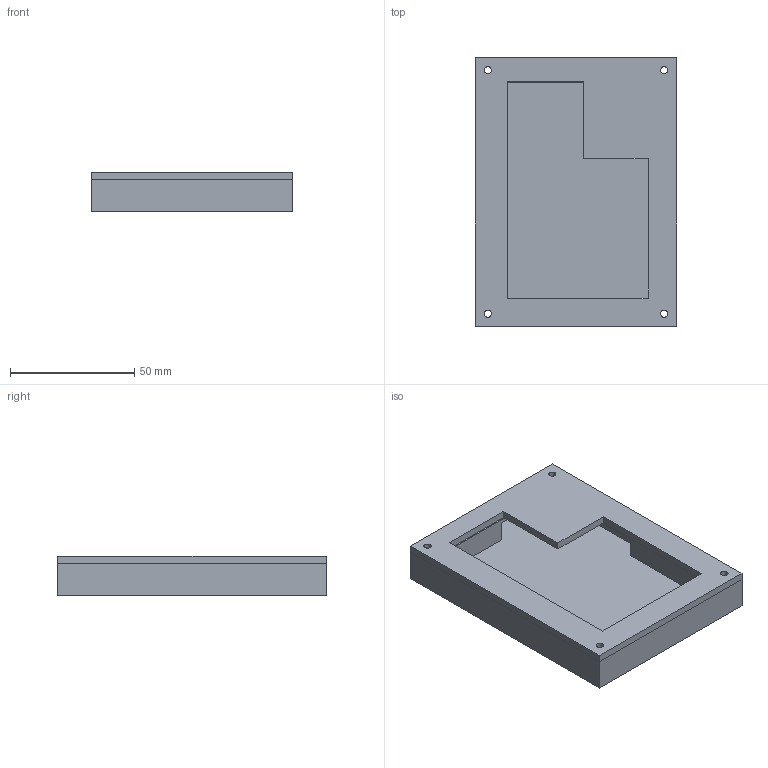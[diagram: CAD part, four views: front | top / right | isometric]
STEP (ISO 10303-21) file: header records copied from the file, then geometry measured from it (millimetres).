
FILE_DESCRIPTION(/* description */ ('STEP AP242','CAx-IF Rec.Pracs.---Representation and Presentation of Product Manufacturing Information (PMI)---4.0---2014-10-13','CAx-IF Rec.Pracs.---3D Tessellated Geometry---0.4---2014-09-14','2;1'),/* implementation_level */ '2;1');
FILE_NAME(/* name */ '670f4d4ef84a206340321ccf',/* time_stamp */ '2024-10-16T05:21:18Z',/* author */ (''),/* organization */ (''),/* preprocessor_version */ 'ST-DEVELOPER v20',/* originating_system */ ' ',/* authorisation */ ' ');
FILE_SCHEMA (('AP242_MANAGED_MODEL_BASED_3D_ENGINEERING_MIM_LF { 1 0 10303 442 1 1 4 }'));
Length unit declared in the file: metre
Products named in the file (2): Part 2; Part 1
Bounding box: 81 x 108 x 16 mm (x, y, z)
Volume: 68442.6 mm3; surface area: 37926.3 mm2
Topology: 2 solids, 2 shells, 36 faces, 99 edges, 66 vertices
Faces by surface type: plane 28, cylinder 8
Full cylindrical faces by diameter (mm): 2.9 x8
Entity records: 1193 total; most frequent: CARTESIAN_POINT 195, DIRECTION 185, ORIENTED_EDGE 182, EDGE_CURVE 91, LINE 73, VECTOR 73, VERTEX_POINT 66, EDGE_LOOP 65
